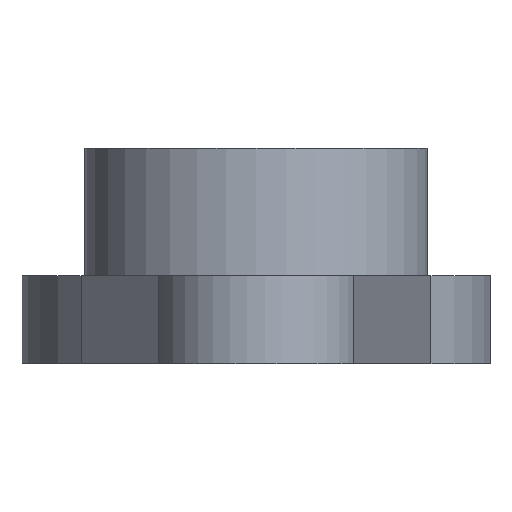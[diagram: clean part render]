
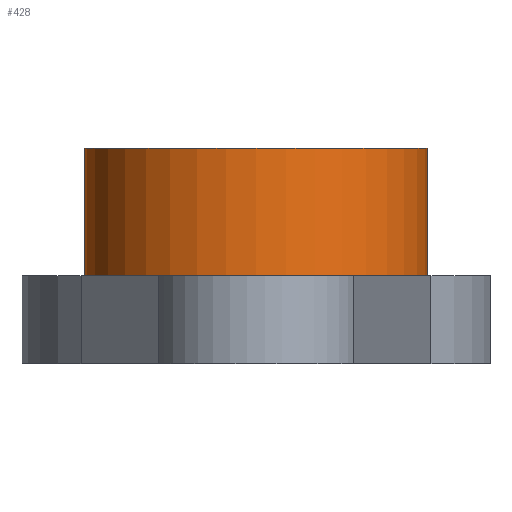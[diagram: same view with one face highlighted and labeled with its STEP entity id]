
A CAD part, left-side view. The second image highlights one B-rep face of the part: STEP entity #428.
In plain terms, the highlighted cylindrical face has radius 4.375 mm (diameter 8.75 mm), a full revolution.
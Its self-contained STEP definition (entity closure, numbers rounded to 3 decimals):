
#44=FACE_OUTER_BOUND('',#67,.T.);
#67=EDGE_LOOP('',(#298,#299,#300,#301));
#110=LINE('',#669,#137);
#137=VECTOR('',#532,4.375);
#165=CIRCLE('',#468,4.375);
#166=CIRCLE('',#469,4.375);
#197=VERTEX_POINT('',#666);
#198=VERTEX_POINT('',#668);
#238=EDGE_CURVE('',#197,#197,#165,.T.);
#239=EDGE_CURVE('',#197,#198,#110,.T.);
#240=EDGE_CURVE('',#198,#198,#166,.T.);
#298=ORIENTED_EDGE('',*,*,#238,.F.);
#299=ORIENTED_EDGE('',*,*,#239,.T.);
#300=ORIENTED_EDGE('',*,*,#240,.F.);
#301=ORIENTED_EDGE('',*,*,#239,.F.);
#413=CYLINDRICAL_SURFACE('',#467,4.375);
#428=ADVANCED_FACE('',(#44),#413,.T.);
#467=AXIS2_PLACEMENT_3D('',#665,#528,#529);
#468=AXIS2_PLACEMENT_3D('',#667,#530,#531);
#469=AXIS2_PLACEMENT_3D('',#670,#533,#534);
#528=DIRECTION('center_axis',(0.,0.,1.));
#529=DIRECTION('ref_axis',(-1.,0.,0.));
#530=DIRECTION('center_axis',(0.,0.,1.));
#531=DIRECTION('ref_axis',(-1.,0.,0.));
#532=DIRECTION('',(0.,0.,-1.));
#533=DIRECTION('center_axis',(0.,0.,-1.));
#534=DIRECTION('ref_axis',(-1.,0.,0.));
#665=CARTESIAN_POINT('Origin',(0.,0.,2.25));
#666=CARTESIAN_POINT('',(4.375,0.,5.5));
#667=CARTESIAN_POINT('Origin',(0.,0.,5.5));
#668=CARTESIAN_POINT('',(4.375,0.,2.25));
#669=CARTESIAN_POINT('',(4.375,0.,2.25));
#670=CARTESIAN_POINT('Origin',(0.,0.,2.25));
